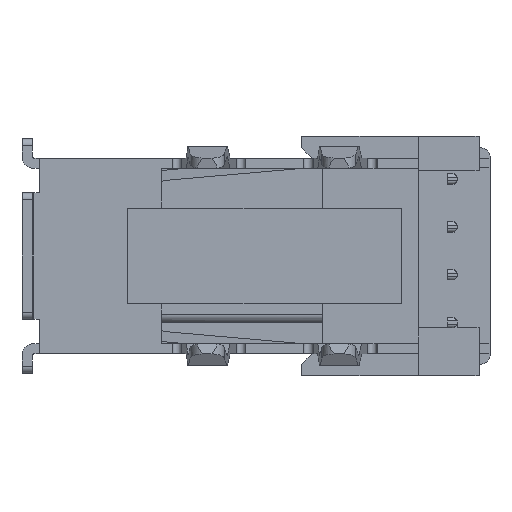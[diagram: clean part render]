
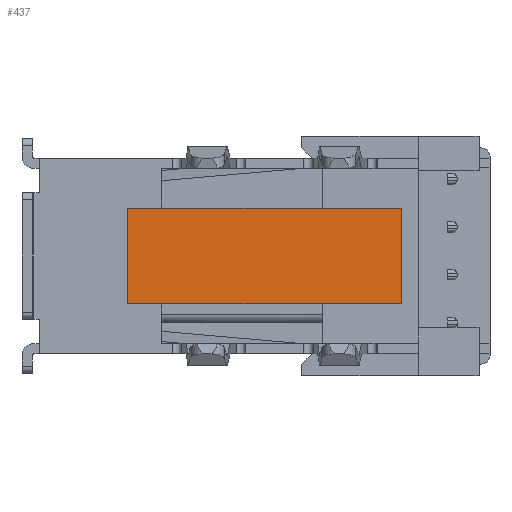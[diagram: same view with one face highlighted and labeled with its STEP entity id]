
A CAD part, front view. The second image highlights one B-rep face of the part: STEP entity #437.
In plain terms, the highlighted planar face has unit normal (0, -1, 0).
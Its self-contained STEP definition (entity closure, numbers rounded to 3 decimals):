
#437=ADVANCED_FACE('',(#1303),#1304,.T.);
#1303=FACE_OUTER_BOUND('',#2310,.T.);
#1304=PLANE('',#2311);
#2310=EDGE_LOOP('',(#5812,#5813,#5814,#5815));
#2311=AXIS2_PLACEMENT_3D('',#5816,#5817,#5818);
#5812=ORIENTED_EDGE('',*,*,#8119,.T.);
#5813=ORIENTED_EDGE('',*,*,#8137,.T.);
#5814=ORIENTED_EDGE('',*,*,#8129,.F.);
#5815=ORIENTED_EDGE('',*,*,#8138,.F.);
#5816=CARTESIAN_POINT('',(-4.0,-7.35,-1.4));
#5817=DIRECTION('',(0.0,-1.0,0.0));
#5818=DIRECTION('',(0.0,0.0,-1.0));
#8119=EDGE_CURVE('',#10347,#10345,#10348,.T.);
#8129=EDGE_CURVE('',#10363,#10365,#10366,.T.);
#8137=EDGE_CURVE('',#10345,#10365,#10379,.T.);
#8138=EDGE_CURVE('',#10347,#10363,#10380,.T.);
#10345=VERTEX_POINT('',#13659);
#10347=VERTEX_POINT('',#13662);
#10348=LINE('',#13663,#13664);
#10363=VERTEX_POINT('',#13687);
#10365=VERTEX_POINT('',#13690);
#10366=LINE('',#13691,#13692);
#10379=LINE('',#13712,#13713);
#10380=LINE('',#13714,#13715);
#13659=CARTESIAN_POINT('',(4.0,-7.35,-1.4));
#13662=CARTESIAN_POINT('',(-4.0,-7.35,-1.4));
#13663=CARTESIAN_POINT('',(-4.0,-7.35,-1.4));
#13664=VECTOR('',#15849,8.0);
#13687=CARTESIAN_POINT('',(-4.0,-7.35,1.4));
#13690=CARTESIAN_POINT('',(4.0,-7.35,1.4));
#13691=CARTESIAN_POINT('',(-4.0,-7.35,1.4));
#13692=VECTOR('',#15859,8.0);
#13712=CARTESIAN_POINT('',(4.0,-7.35,-1.4));
#13713=VECTOR('',#15867,2.8);
#13714=CARTESIAN_POINT('',(-4.0,-7.35,-1.4));
#13715=VECTOR('',#15868,2.8);
#15849=DIRECTION('',(1.0,0.0,0.0));
#15859=DIRECTION('',(1.0,0.0,0.0));
#15867=DIRECTION('',(0.0,0.0,1.0));
#15868=DIRECTION('',(0.0,0.0,1.0));
